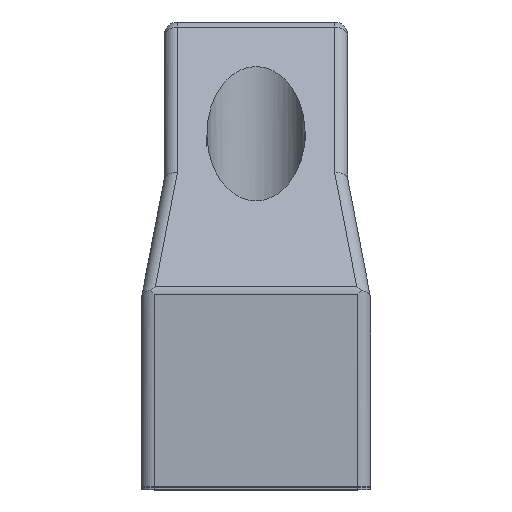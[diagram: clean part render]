
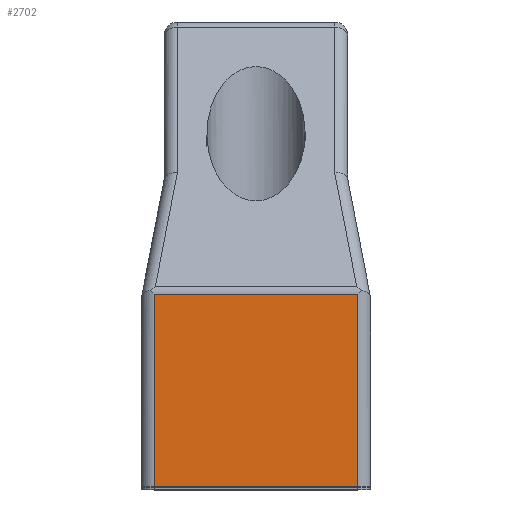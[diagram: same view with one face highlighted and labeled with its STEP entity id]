
A CAD part, top view. The second image highlights one B-rep face of the part: STEP entity #2702.
In plain terms, the highlighted planar face has unit normal (0, 0, 1).
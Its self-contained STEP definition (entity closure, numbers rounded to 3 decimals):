
#59 = VERTEX_POINT ( 'NONE', #278 ) ;
#187 = ORIENTED_EDGE ( 'NONE', *, *, #217, .F. ) ;
#217 = EDGE_CURVE ( 'NONE', #2045, #871, #2064, .T. ) ;
#248 = CARTESIAN_POINT ( 'NONE',  ( 15.5, -30.157, 142.5 ) ) ;
#278 = CARTESIAN_POINT ( 'NONE',  ( 15.5, -29.654, 142.5 ) ) ;
#355 = CARTESIAN_POINT ( 'NONE',  ( -15.5, -29., 142.5 ) ) ;
#549 = ORIENTED_EDGE ( 'NONE', *, *, #1367, .T. ) ;
#758 = LINE ( 'NONE', #2471, #2225 ) ;
#871 = VERTEX_POINT ( 'NONE', #2331 ) ;
#1114 = DIRECTION ( 'NONE',  ( 0., 1., 0. ) ) ;
#1120 = VECTOR ( 'NONE', #2707, 1000. ) ;
#1181 = DIRECTION ( 'NONE',  ( 0., -1., 0. ) ) ;
#1213 = DIRECTION ( 'NONE',  ( -1., 0., 0. ) ) ;
#1247 = VECTOR ( 'NONE', #1181, 1000. ) ;
#1367 = EDGE_CURVE ( 'NONE', #2045, #59, #2572, .T. ) ;
#1382 = VECTOR ( 'NONE', #1114, 1000. ) ;
#1459 = DIRECTION ( 'NONE',  ( 0., 0., -1. ) ) ;
#1670 = PLANE ( 'NONE',  #2446 ) ;
#1685 = CARTESIAN_POINT ( 'NONE',  ( 17.5, -29., 142.5 ) ) ;
#1690 = CARTESIAN_POINT ( 'NONE',  ( 15.5, -59., 142.5 ) ) ;
#1955 = EDGE_LOOP ( 'NONE', ( #2346, #2371, #187, #549 ) ) ;
#2045 = VERTEX_POINT ( 'NONE', #1690 ) ;
#2064 = LINE ( 'NONE', #2522, #1120 ) ;
#2218 = VERTEX_POINT ( 'NONE', #2674 ) ;
#2225 = VECTOR ( 'NONE', #1213, 1000. ) ;
#2247 = DIRECTION ( 'NONE',  ( -1., 0., 0. ) ) ;
#2331 = CARTESIAN_POINT ( 'NONE',  ( -15.5, -59., 142.5 ) ) ;
#2346 = ORIENTED_EDGE ( 'NONE', *, *, #2739, .T. ) ;
#2371 = ORIENTED_EDGE ( 'NONE', *, *, #2720, .T. ) ;
#2446 = AXIS2_PLACEMENT_3D ( 'NONE', #1685, #1459, #2247 ) ;
#2471 = CARTESIAN_POINT ( 'NONE',  ( 17.5, -29.654, 142.5 ) ) ;
#2522 = CARTESIAN_POINT ( 'NONE',  ( 17.5, -59., 142.5 ) ) ;
#2572 = LINE ( 'NONE', #248, #1382 ) ;
#2674 = CARTESIAN_POINT ( 'NONE',  ( -15.5, -29.654, 142.5 ) ) ;
#2701 = FACE_OUTER_BOUND ( 'NONE', #1955, .T. ) ;
#2702 = ADVANCED_FACE ( 'NONE', ( #2701 ), #1670, .F. ) ;
#2707 = DIRECTION ( 'NONE',  ( -1., 0., 0. ) ) ;
#2714 = LINE ( 'NONE', #355, #1247 ) ;
#2720 = EDGE_CURVE ( 'NONE', #2218, #871, #2714, .T. ) ;
#2739 = EDGE_CURVE ( 'NONE', #59, #2218, #758, .T. ) ;
